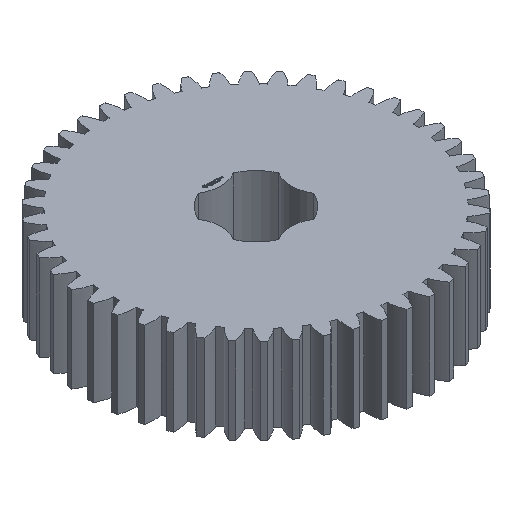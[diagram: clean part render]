
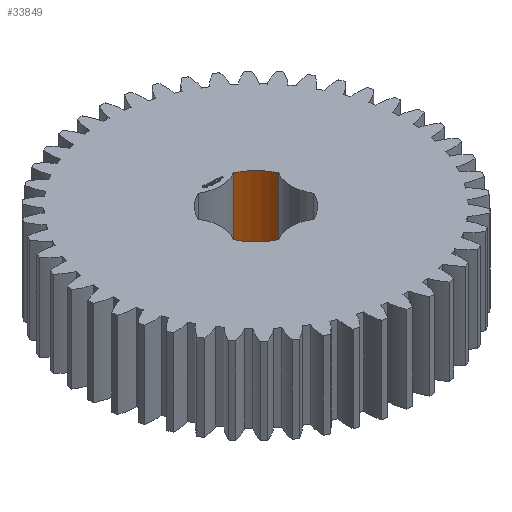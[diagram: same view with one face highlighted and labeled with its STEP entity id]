
A CAD part, isometric view. The second image highlights one B-rep face of the part: STEP entity #33849.
In plain terms, the highlighted cylindrical face has radius 6.35 mm (diameter 12.7 mm), a partial arc.
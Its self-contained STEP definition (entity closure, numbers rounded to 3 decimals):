
#93 = PLANE('',#94);
#94 = AXIS2_PLACEMENT_3D('',#95,#96,#97);
#95 = CARTESIAN_POINT('',(0.,0.,12.5));
#96 = DIRECTION('',(0.,0.,1.));
#97 = DIRECTION('',(1.,0.,0.));
#168 = PLANE('',#169);
#169 = AXIS2_PLACEMENT_3D('',#170,#171,#172);
#170 = CARTESIAN_POINT('',(0.,0.,0.));
#171 = DIRECTION('',(0.,0.,1.));
#172 = DIRECTION('',(1.,0.,0.));
#10800 = VERTEX_POINT('',#10801);
#10801 = CARTESIAN_POINT('',(2.55,5.816,0.));
#10816 = CYLINDRICAL_SURFACE('',#10817,4.9);
#10817 = AXIS2_PLACEMENT_3D('',#10818,#10819,#10820);
#10818 = CARTESIAN_POINT('',(0.,10.,0.));
#10819 = DIRECTION('',(0.,-0.,-1.));
#10820 = DIRECTION('',(0.707,0.707,0.));
#10828 = EDGE_CURVE('',#10829,#10800,#10831,.T.);
#10829 = VERTEX_POINT('',#10830);
#10830 = CARTESIAN_POINT('',(5.816,2.55,0.));
#10831 = SURFACE_CURVE('',#10832,(#10837,#10844),.PCURVE_S1.);
#10832 = CIRCLE('',#10833,6.35);
#10833 = AXIS2_PLACEMENT_3D('',#10834,#10835,#10836);
#10834 = CARTESIAN_POINT('',(0.,0.,0.));
#10835 = DIRECTION('',(0.,-0.,1.));
#10836 = DIRECTION('',(0.707,0.707,0.));
#10837 = PCURVE('',#168,#10838);
#10838 = DEFINITIONAL_REPRESENTATION('',(#10839),#10843);
#10839 = CIRCLE('',#10840,6.35);
#10840 = AXIS2_PLACEMENT_2D('',#10841,#10842);
#10841 = CARTESIAN_POINT('',(0.,0.));
#10842 = DIRECTION('',(0.707,0.707));
#10843 = ( GEOMETRIC_REPRESENTATION_CONTEXT(2) 
PARAMETRIC_REPRESENTATION_CONTEXT() REPRESENTATION_CONTEXT('2D SPACE',''
  ) );
#10844 = PCURVE('',#10845,#10850);
#10845 = CYLINDRICAL_SURFACE('',#10846,6.35);
#10846 = AXIS2_PLACEMENT_3D('',#10847,#10848,#10849);
#10847 = CARTESIAN_POINT('',(0.,0.,0.));
#10848 = DIRECTION('',(0.,-0.,-1.));
#10849 = DIRECTION('',(0.707,0.707,0.));
#10850 = DEFINITIONAL_REPRESENTATION('',(#10851),#10855);
#10851 = LINE('',#10852,#10853);
#10852 = CARTESIAN_POINT('',(-0.,0.));
#10853 = VECTOR('',#10854,1.);
#10854 = DIRECTION('',(-1.,0.));
#10855 = ( GEOMETRIC_REPRESENTATION_CONTEXT(2) 
PARAMETRIC_REPRESENTATION_CONTEXT() REPRESENTATION_CONTEXT('2D SPACE',''
  ) );
#10874 = CYLINDRICAL_SURFACE('',#10875,4.9);
#10875 = AXIS2_PLACEMENT_3D('',#10876,#10877,#10878);
#10876 = CARTESIAN_POINT('',(10.,0.,0.));
#10877 = DIRECTION('',(0.,-0.,-1.));
#10878 = DIRECTION('',(0.707,0.707,0.));
#18436 = VERTEX_POINT('',#18437);
#18437 = CARTESIAN_POINT('',(2.55,5.816,12.5));
#18459 = EDGE_CURVE('',#18460,#18436,#18462,.T.);
#18460 = VERTEX_POINT('',#18461);
#18461 = CARTESIAN_POINT('',(5.816,2.55,12.5));
#18462 = SURFACE_CURVE('',#18463,(#18468,#18475),.PCURVE_S1.);
#18463 = CIRCLE('',#18464,6.35);
#18464 = AXIS2_PLACEMENT_3D('',#18465,#18466,#18467);
#18465 = CARTESIAN_POINT('',(0.,0.,12.5)
  );
#18466 = DIRECTION('',(0.,-0.,1.));
#18467 = DIRECTION('',(0.707,0.707,0.));
#18468 = PCURVE('',#93,#18469);
#18469 = DEFINITIONAL_REPRESENTATION('',(#18470),#18474);
#18470 = CIRCLE('',#18471,6.35);
#18471 = AXIS2_PLACEMENT_2D('',#18472,#18473);
#18472 = CARTESIAN_POINT('',(0.,0.));
#18473 = DIRECTION('',(0.707,0.707));
#18474 = ( GEOMETRIC_REPRESENTATION_CONTEXT(2) 
PARAMETRIC_REPRESENTATION_CONTEXT() REPRESENTATION_CONTEXT('2D SPACE',''
  ) );
#18475 = PCURVE('',#10845,#18476);
#18476 = DEFINITIONAL_REPRESENTATION('',(#18477),#18481);
#18477 = LINE('',#18478,#18479);
#18478 = CARTESIAN_POINT('',(-0.,-12.5));
#18479 = VECTOR('',#18480,1.);
#18480 = DIRECTION('',(-1.,0.));
#18481 = ( GEOMETRIC_REPRESENTATION_CONTEXT(2) 
PARAMETRIC_REPRESENTATION_CONTEXT() REPRESENTATION_CONTEXT('2D SPACE',''
  ) );
#33826 = EDGE_CURVE('',#10829,#18460,#33827,.T.);
#33827 = SURFACE_CURVE('',#33828,(#33832,#33839),.PCURVE_S1.);
#33828 = LINE('',#33829,#33830);
#33829 = CARTESIAN_POINT('',(5.816,2.55,0.));
#33830 = VECTOR('',#33831,1.);
#33831 = DIRECTION('',(0.,0.,1.));
#33832 = PCURVE('',#10874,#33833);
#33833 = DEFINITIONAL_REPRESENTATION('',(#33834),#33838);
#33834 = LINE('',#33835,#33836);
#33835 = CARTESIAN_POINT('',(-1.809,0.));
#33836 = VECTOR('',#33837,1.);
#33837 = DIRECTION('',(-0.,-1.));
#33838 = ( GEOMETRIC_REPRESENTATION_CONTEXT(2) 
PARAMETRIC_REPRESENTATION_CONTEXT() REPRESENTATION_CONTEXT('2D SPACE',''
  ) );
#33839 = PCURVE('',#10845,#33840);
#33840 = DEFINITIONAL_REPRESENTATION('',(#33841),#33845);
#33841 = LINE('',#33842,#33843);
#33842 = CARTESIAN_POINT('',(-5.911,0.));
#33843 = VECTOR('',#33844,1.);
#33844 = DIRECTION('',(-0.,-1.));
#33845 = ( GEOMETRIC_REPRESENTATION_CONTEXT(2) 
PARAMETRIC_REPRESENTATION_CONTEXT() REPRESENTATION_CONTEXT('2D SPACE',''
  ) );
#33849 = ADVANCED_FACE('',(#33850),#10845,.F.);
#33850 = FACE_BOUND('',#33851,.T.);
#33851 = EDGE_LOOP('',(#33852,#33853,#33854,#33875));
#33852 = ORIENTED_EDGE('',*,*,#33826,.T.);
#33853 = ORIENTED_EDGE('',*,*,#18459,.T.);
#33854 = ORIENTED_EDGE('',*,*,#33855,.F.);
#33855 = EDGE_CURVE('',#10800,#18436,#33856,.T.);
#33856 = SURFACE_CURVE('',#33857,(#33861,#33868),.PCURVE_S1.);
#33857 = LINE('',#33858,#33859);
#33858 = CARTESIAN_POINT('',(2.55,5.816,0.));
#33859 = VECTOR('',#33860,1.);
#33860 = DIRECTION('',(0.,0.,1.));
#33861 = PCURVE('',#10845,#33862);
#33862 = DEFINITIONAL_REPRESENTATION('',(#33863),#33867);
#33863 = LINE('',#33864,#33865);
#33864 = CARTESIAN_POINT('',(-6.655,0.));
#33865 = VECTOR('',#33866,1.);
#33866 = DIRECTION('',(-0.,-1.));
#33867 = ( GEOMETRIC_REPRESENTATION_CONTEXT(2) 
PARAMETRIC_REPRESENTATION_CONTEXT() REPRESENTATION_CONTEXT('2D SPACE',''
  ) );
#33868 = PCURVE('',#10816,#33869);
#33869 = DEFINITIONAL_REPRESENTATION('',(#33870),#33874);
#33870 = LINE('',#33871,#33872);
#33871 = CARTESIAN_POINT('',(-4.474,0.));
#33872 = VECTOR('',#33873,1.);
#33873 = DIRECTION('',(-0.,-1.));
#33874 = ( GEOMETRIC_REPRESENTATION_CONTEXT(2) 
PARAMETRIC_REPRESENTATION_CONTEXT() REPRESENTATION_CONTEXT('2D SPACE',''
  ) );
#33875 = ORIENTED_EDGE('',*,*,#10828,.F.);
